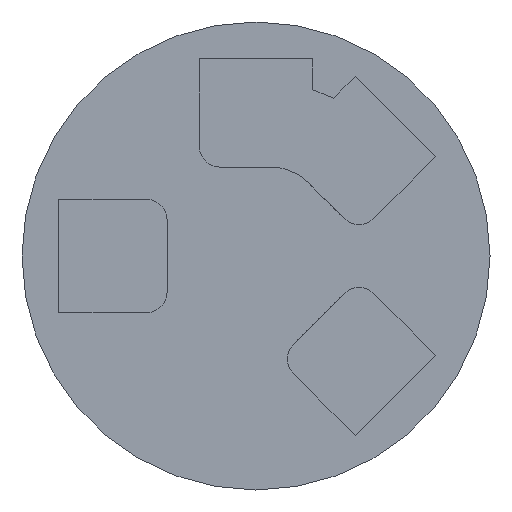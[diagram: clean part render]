
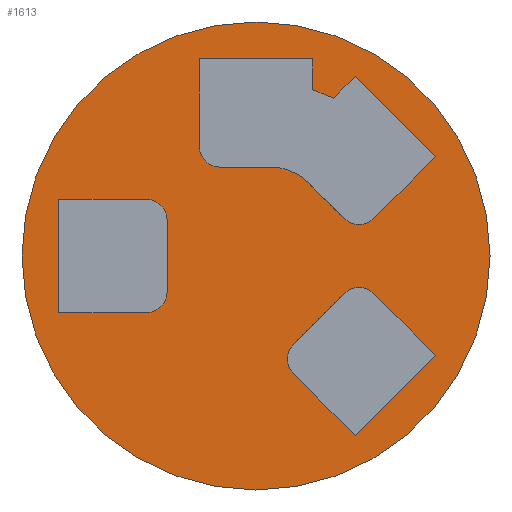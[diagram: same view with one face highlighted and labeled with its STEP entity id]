
A CAD part, front view. The second image highlights one B-rep face of the part: STEP entity #1613.
In plain terms, the highlighted planar face has unit normal (0, -1, 0).
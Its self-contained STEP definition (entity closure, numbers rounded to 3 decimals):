
#46=FACE_BOUND('',#213,.T.);
#47=FACE_BOUND('',#214,.T.);
#48=FACE_BOUND('',#215,.T.);
#119=FACE_OUTER_BOUND('',#212,.T.);
#212=EDGE_LOOP('',(#1268));
#213=EDGE_LOOP('',(#1269,#1270,#1271,#1272));
#214=EDGE_LOOP('',(#1273,#1274,#1275,#1276));
#215=EDGE_LOOP('',(#1277,#1278,#1279,#1280));
#285=CIRCLE('',#1758,45.375);
#373=LINE('',#2481,#553);
#377=LINE('',#2490,#557);
#381=LINE('',#2498,#561);
#384=LINE('',#2505,#564);
#396=LINE('',#2529,#576);
#398=LINE('',#2533,#578);
#400=LINE('',#2537,#580);
#402=LINE('',#2541,#582);
#404=LINE('',#2545,#584);
#406=LINE('',#2548,#586);
#407=LINE('',#2550,#587);
#408=LINE('',#2552,#588);
#553=VECTOR('',#1990,10.);
#557=VECTOR('',#1996,10.);
#561=VECTOR('',#2002,10.);
#564=VECTOR('',#2007,10.);
#576=VECTOR('',#2025,10.);
#578=VECTOR('',#2029,10.);
#580=VECTOR('',#2033,10.);
#582=VECTOR('',#2037,10.);
#584=VECTOR('',#2041,10.);
#586=VECTOR('',#2045,10.);
#587=VECTOR('',#2048,10.);
#588=VECTOR('',#2051,10.);
#725=VERTEX_POINT('',#2479);
#726=VERTEX_POINT('',#2480);
#729=VERTEX_POINT('',#2488);
#730=VERTEX_POINT('',#2489);
#733=VERTEX_POINT('',#2497);
#735=VERTEX_POINT('',#2503);
#736=VERTEX_POINT('',#2504);
#745=VERTEX_POINT('',#2528);
#746=VERTEX_POINT('',#2532);
#747=VERTEX_POINT('',#2536);
#748=VERTEX_POINT('',#2540);
#749=VERTEX_POINT('',#2544);
#750=VERTEX_POINT('',#2554);
#902=EDGE_CURVE('',#725,#726,#373,.T.);
#906=EDGE_CURVE('',#729,#730,#377,.T.);
#910=EDGE_CURVE('',#730,#733,#381,.T.);
#913=EDGE_CURVE('',#735,#736,#384,.T.);
#926=EDGE_CURVE('',#745,#735,#396,.T.);
#928=EDGE_CURVE('',#746,#745,#398,.T.);
#930=EDGE_CURVE('',#747,#725,#400,.T.);
#932=EDGE_CURVE('',#748,#747,#402,.T.);
#934=EDGE_CURVE('',#749,#729,#404,.T.);
#936=EDGE_CURVE('',#746,#736,#406,.T.);
#937=EDGE_CURVE('',#748,#726,#407,.T.);
#938=EDGE_CURVE('',#749,#733,#408,.T.);
#939=EDGE_CURVE('',#750,#750,#285,.T.);
#1268=ORIENTED_EDGE('',*,*,#939,.F.);
#1269=ORIENTED_EDGE('',*,*,#937,.T.);
#1270=ORIENTED_EDGE('',*,*,#902,.F.);
#1271=ORIENTED_EDGE('',*,*,#930,.F.);
#1272=ORIENTED_EDGE('',*,*,#932,.F.);
#1273=ORIENTED_EDGE('',*,*,#938,.T.);
#1274=ORIENTED_EDGE('',*,*,#910,.F.);
#1275=ORIENTED_EDGE('',*,*,#906,.F.);
#1276=ORIENTED_EDGE('',*,*,#934,.F.);
#1277=ORIENTED_EDGE('',*,*,#936,.T.);
#1278=ORIENTED_EDGE('',*,*,#913,.F.);
#1279=ORIENTED_EDGE('',*,*,#926,.F.);
#1280=ORIENTED_EDGE('',*,*,#928,.F.);
#1539=PLANE('',#1757);
#1613=ADVANCED_FACE('',(#119,#46,#47,#48),#1539,.T.);
#1757=AXIS2_PLACEMENT_3D('',#2553,#2052,#2053);
#1758=AXIS2_PLACEMENT_3D('',#2555,#2054,#2055);
#1990=DIRECTION('',(0.,0.,1.));
#1996=DIRECTION('',(0.707,0.,-0.707));
#2002=DIRECTION('',(0.707,0.,0.707));
#2007=DIRECTION('',(-1.,0.,0.));
#2025=DIRECTION('',(0.,0.,1.));
#2029=DIRECTION('',(1.,0.,0.));
#2033=DIRECTION('',(1.,0.,0.));
#2037=DIRECTION('',(0.,0.,-1.));
#2041=DIRECTION('',(-0.707,0.,-0.707));
#2045=DIRECTION('',(0.,0.,1.));
#2048=DIRECTION('',(1.,0.,0.));
#2051=DIRECTION('',(0.707,0.,-0.707));
#2052=DIRECTION('center_axis',(0.,-1.,0.));
#2053=DIRECTION('ref_axis',(0.,0.,-1.));
#2054=DIRECTION('center_axis',(0.,1.,0.));
#2055=DIRECTION('ref_axis',(1.,0.,0.));
#2479=CARTESIAN_POINT('',(9.,39.85,32.25));
#2480=CARTESIAN_POINT('',(9.,39.85,38.25));
#2481=CARTESIAN_POINT('',(9.,39.85,16.125));
#2488=CARTESIAN_POINT('',(16.44,39.85,29.168));
#2489=CARTESIAN_POINT('',(29.168,39.85,16.44));
#2490=CARTESIAN_POINT('',(19.622,39.85,25.986));
#2497=CARTESIAN_POINT('',(33.411,39.85,20.683));
#2498=CARTESIAN_POINT('',(17.766,39.85,5.038));
#2503=CARTESIAN_POINT('',(-32.25,39.85,9.));
#2504=CARTESIAN_POINT('',(-38.25,39.85,9.));
#2505=CARTESIAN_POINT('',(-16.125,39.85,9.));
#2528=CARTESIAN_POINT('',(-32.25,39.85,-9.));
#2529=CARTESIAN_POINT('',(-32.25,39.85,-4.5));
#2532=CARTESIAN_POINT('',(-38.25,39.85,-9.));
#2533=CARTESIAN_POINT('',(-19.125,39.85,-9.));
#2536=CARTESIAN_POINT('',(-9.,39.85,32.25));
#2537=CARTESIAN_POINT('',(-4.5,39.85,32.25));
#2540=CARTESIAN_POINT('',(-9.,39.85,38.25));
#2541=CARTESIAN_POINT('',(-9.,39.85,19.125));
#2544=CARTESIAN_POINT('',(20.683,39.85,33.411));
#2545=CARTESIAN_POINT('',(7.159,39.85,19.887));
#2548=CARTESIAN_POINT('',(-38.25,39.85,-4.5));
#2550=CARTESIAN_POINT('',(-27.187,39.85,38.25));
#2552=CARTESIAN_POINT('',(12.521,39.85,41.573));
#2553=CARTESIAN_POINT('Origin',(-45.375,39.85,0.));
#2554=CARTESIAN_POINT('',(45.375,39.85,0.));
#2555=CARTESIAN_POINT('Origin',(0.,39.85,
0.));
